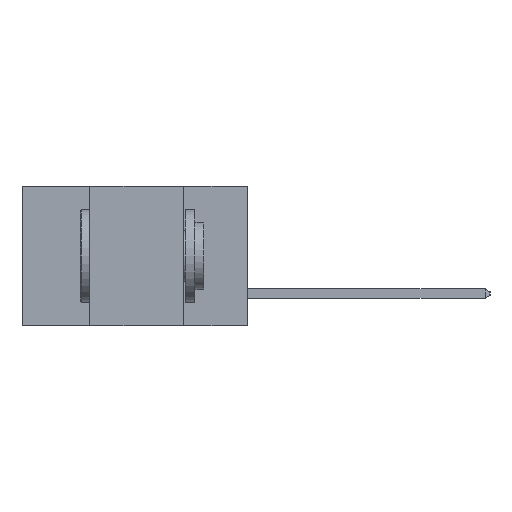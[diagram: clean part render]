
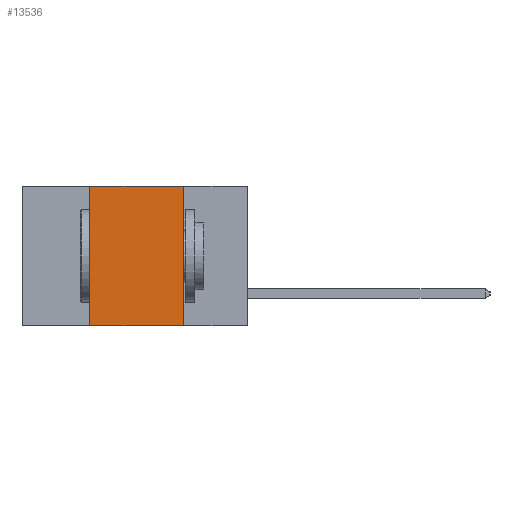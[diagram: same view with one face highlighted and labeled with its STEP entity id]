
A CAD part, left-side view. The second image highlights one B-rep face of the part: STEP entity #13536.
In plain terms, the highlighted planar face has unit normal (-1, 0, 0).
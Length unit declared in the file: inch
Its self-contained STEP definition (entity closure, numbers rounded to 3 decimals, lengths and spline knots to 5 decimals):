
#246 = LINE ( 'NONE', #3190, #4683 ) ;
#1555 = EDGE_CURVE ( 'NONE', #23651, #2561, #17621, .T. ) ;
#2388 = VECTOR ( 'NONE', #13085, 39.37008 ) ;
#2561 = VERTEX_POINT ( 'NONE', #3301 ) ;
#2601 = CARTESIAN_POINT ( 'NONE',  ( 0., 0.42, 0. ) ) ;
#2898 = AXIS2_PLACEMENT_3D ( 'NONE', #12188, #15875, #4693 ) ;
#3190 = CARTESIAN_POINT ( 'NONE',  ( 0., 0.6, 0. ) ) ;
#3301 = CARTESIAN_POINT ( 'NONE',  ( 0., 0.17, -0.37 ) ) ;
#3666 = CARTESIAN_POINT ( 'NONE',  ( 0., 0.42, 0. ) ) ;
#4683 = VECTOR ( 'NONE', #23451, 39.37008 ) ;
#4693 = DIRECTION ( 'NONE',  ( 0., 0., -1. ) ) ;
#4797 = ORIENTED_EDGE ( 'NONE', *, *, #9699, .F. ) ;
#5888 = FACE_OUTER_BOUND ( 'NONE', #14566, .T. ) ;
#6521 = EDGE_CURVE ( 'NONE', #19338, #2561, #16901, .T. ) ;
#9024 = LINE ( 'NONE', #2601, #23717 ) ;
#9287 = CARTESIAN_POINT ( 'NONE',  ( 0., 0.6, -0.37 ) ) ;
#9699 = EDGE_CURVE ( 'NONE', #19338, #18670, #9024, .T. ) ;
#9792 = ORIENTED_EDGE ( 'NONE', *, *, #6521, .T. ) ;
#10813 = DIRECTION ( 'NONE',  ( 0., 0., -1. ) ) ;
#12188 = CARTESIAN_POINT ( 'NONE',  ( 0., 0.6, 0. ) ) ;
#12254 = CARTESIAN_POINT ( 'NONE',  ( 0., 0.17, 0. ) ) ;
#12749 = VECTOR ( 'NONE', #10813, 39.37008 ) ;
#12982 = CARTESIAN_POINT ( 'NONE',  ( 0., 0.42, -0.37 ) ) ;
#13085 = DIRECTION ( 'NONE',  ( 0., -1., 0. ) ) ;
#13536 = ADVANCED_FACE ( 'NONE', ( #5888 ), #19453, .F. ) ;
#13810 = DIRECTION ( 'NONE',  ( 0., 0., 1. ) ) ;
#14566 = EDGE_LOOP ( 'NONE', ( #18447, #23289, #4797, #9792 ) ) ;
#15875 = DIRECTION ( 'NONE',  ( 1., 0., 0. ) ) ;
#16901 = LINE ( 'NONE', #9287, #2388 ) ;
#17621 = LINE ( 'NONE', #23213, #12749 ) ;
#18447 = ORIENTED_EDGE ( 'NONE', *, *, #1555, .F. ) ;
#18470 = EDGE_CURVE ( 'NONE', #18670, #23651, #246, .T. ) ;
#18670 = VERTEX_POINT ( 'NONE', #3666 ) ;
#19338 = VERTEX_POINT ( 'NONE', #12982 ) ;
#19453 = PLANE ( 'NONE',  #2898 ) ;
#23213 = CARTESIAN_POINT ( 'NONE',  ( 0., 0.17, 0. ) ) ;
#23289 = ORIENTED_EDGE ( 'NONE', *, *, #18470, .F. ) ;
#23451 = DIRECTION ( 'NONE',  ( 0., -1., 0. ) ) ;
#23651 = VERTEX_POINT ( 'NONE', #12254 ) ;
#23717 = VECTOR ( 'NONE', #13810, 39.37008 ) ;
